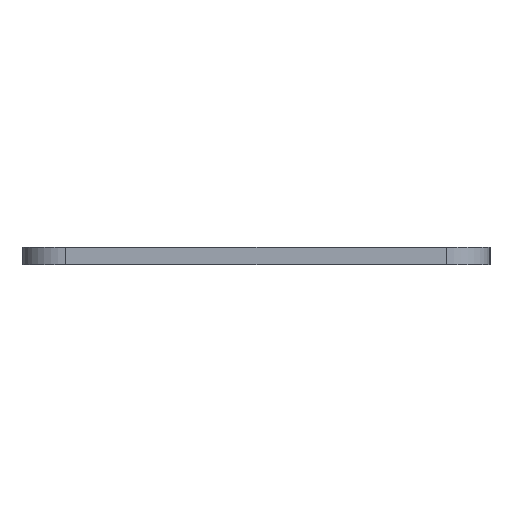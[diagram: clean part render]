
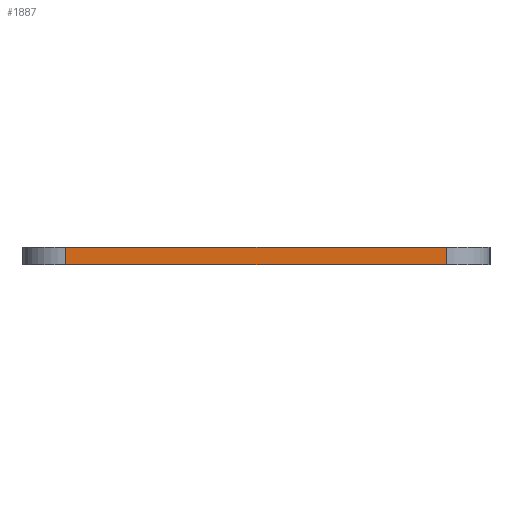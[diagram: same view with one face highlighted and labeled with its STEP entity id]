
A CAD part, left-side view. The second image highlights one B-rep face of the part: STEP entity #1887.
In plain terms, the highlighted planar face has unit normal (-1, 0, 0).
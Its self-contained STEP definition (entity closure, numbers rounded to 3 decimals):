
#74=PLANE('',#2073);
#167=FACE_OUTER_BOUND('',#261,.T.);
#261=EDGE_LOOP('',(#1565,#1566,#1567,#1568));
#465=LINE('',#3168,#661);
#466=LINE('',#3171,#662);
#467=LINE('',#3173,#663);
#468=LINE('',#3174,#664);
#661=VECTOR('',#2609,10.);
#662=VECTOR('',#2612,10.);
#663=VECTOR('',#2613,10.);
#664=VECTOR('',#2614,10.);
#925=VERTEX_POINT('',#3164);
#926=VERTEX_POINT('',#3166);
#927=VERTEX_POINT('',#3170);
#928=VERTEX_POINT('',#3172);
#1199=EDGE_CURVE('',#925,#926,#465,.T.);
#1200=EDGE_CURVE('',#927,#925,#466,.T.);
#1201=EDGE_CURVE('',#928,#926,#467,.T.);
#1202=EDGE_CURVE('',#927,#928,#468,.T.);
#1565=ORIENTED_EDGE('',*,*,#1200,.T.);
#1566=ORIENTED_EDGE('',*,*,#1199,.T.);
#1567=ORIENTED_EDGE('',*,*,#1201,.F.);
#1568=ORIENTED_EDGE('',*,*,#1202,.F.);
#1887=ADVANCED_FACE('',(#167),#74,.T.);
#2073=AXIS2_PLACEMENT_3D('',#3169,#2610,#2611);
#2609=DIRECTION('',(0.,0.,1.));
#2610=DIRECTION('center_axis',(-1.,0.,0.));
#2611=DIRECTION('ref_axis',(0.,-1.,0.));
#2612=DIRECTION('',(0.,-1.,0.));
#2613=DIRECTION('',(0.,-1.,0.));
#2614=DIRECTION('',(0.,0.,1.));
#3164=CARTESIAN_POINT('',(-169.25,4.,0.));
#3166=CARTESIAN_POINT('',(-169.25,4.,1.6));
#3168=CARTESIAN_POINT('',(-169.25,4.,0.));
#3169=CARTESIAN_POINT('Origin',(-169.25,38.719,0.));
#3170=CARTESIAN_POINT('',(-169.25,38.719,0.));
#3171=CARTESIAN_POINT('',(-169.25,38.719,0.));
#3172=CARTESIAN_POINT('',(-169.25,38.719,1.6));
#3173=CARTESIAN_POINT('',(-169.25,38.719,1.6));
#3174=CARTESIAN_POINT('',(-169.25,38.719,0.));
